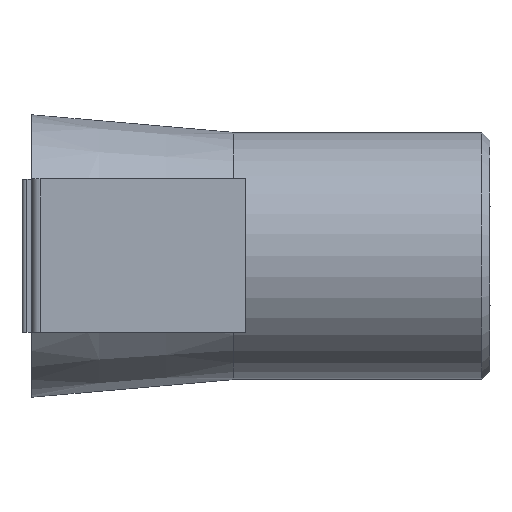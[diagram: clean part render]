
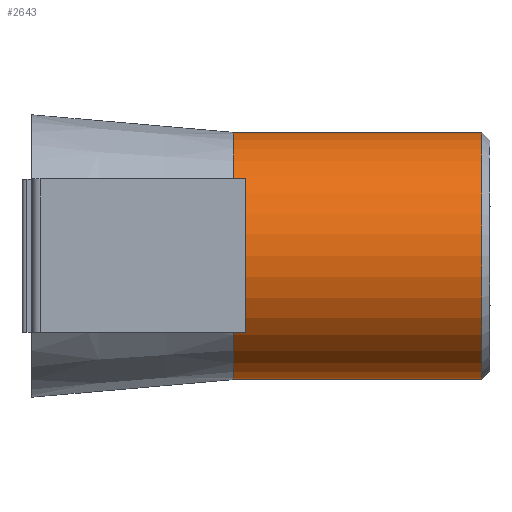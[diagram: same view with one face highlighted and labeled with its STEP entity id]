
A CAD part, top view. The second image highlights one B-rep face of the part: STEP entity #2643.
In plain terms, the highlighted cylindrical face has radius 7.5 mm (diameter 15 mm), a partial arc.
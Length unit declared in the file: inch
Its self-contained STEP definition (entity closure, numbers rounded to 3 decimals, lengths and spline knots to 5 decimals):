
#8 = CARTESIAN_POINT ( 'NONE',  ( 0.7565, 0., 0. ) ) ;
#56 = DIRECTION ( 'NONE',  ( 0., -1., 0. ) ) ;
#96 = CIRCLE ( 'NONE', #2020, 0.29528 ) ;
#324 = DIRECTION ( 'NONE',  ( 0., -1., 0. ) ) ;
#326 = EDGE_CURVE ( 'NONE', #2262, #1596, #2820, .T. ) ;
#433 = AXIS2_PLACEMENT_3D ( 'NONE', #8, #3255, #324 ) ;
#465 = ORIENTED_EDGE ( 'NONE', *, *, #1839, .F. ) ;
#492 = ORIENTED_EDGE ( 'NONE', *, *, #3843, .T. ) ;
#544 = DIRECTION ( 'NONE',  ( -1., 0., 0. ) ) ;
#1330 = AXIS2_PLACEMENT_3D ( 'NONE', #1866, #3329, #56 ) ;
#1345 = LINE ( 'NONE', #3125, #3420 ) ;
#1596 = VERTEX_POINT ( 'NONE', #4572 ) ;
#1839 = EDGE_CURVE ( 'NONE', #3130, #2316, #1345, .T. ) ;
#1866 = CARTESIAN_POINT ( 'NONE',  ( 1.04331, 0., 0. ) ) ;
#2020 = AXIS2_PLACEMENT_3D ( 'NONE', #2862, #4335, #4288 ) ;
#2262 = VERTEX_POINT ( 'NONE', #2600 ) ;
#2316 = VERTEX_POINT ( 'NONE', #2721 ) ;
#2338 = CARTESIAN_POINT ( 'NONE',  ( 1.04331, -0.29528, 0. ) ) ;
#2480 = DIRECTION ( 'NONE',  ( -1., 0., 0. ) ) ;
#2600 = CARTESIAN_POINT ( 'NONE',  ( 1.04331, 0.29528, 0. ) ) ;
#2643 = ADVANCED_FACE ( 'NONE', ( #3990 ), #4768, .T. ) ;
#2721 = CARTESIAN_POINT ( 'NONE',  ( 0.45, -0.29528, 0. ) ) ;
#2820 = LINE ( 'NONE', #4268, #3084 ) ;
#2862 = CARTESIAN_POINT ( 'NONE',  ( 0.45, 0., 0. ) ) ;
#3084 = VECTOR ( 'NONE', #2480, 39.37008 ) ;
#3125 = CARTESIAN_POINT ( 'NONE',  ( 0.7565, -0.29528, 0. ) ) ;
#3130 = VERTEX_POINT ( 'NONE', #2338 ) ;
#3255 = DIRECTION ( 'NONE',  ( -1., 0., 0. ) ) ;
#3270 = EDGE_CURVE ( 'NONE', #1596, #2316, #96, .T. ) ;
#3329 = DIRECTION ( 'NONE',  ( -1., 0., 0. ) ) ;
#3397 = CIRCLE ( 'NONE', #1330, 0.29528 ) ;
#3420 = VECTOR ( 'NONE', #544, 39.37008 ) ;
#3599 = ORIENTED_EDGE ( 'NONE', *, *, #3270, .T. ) ;
#3843 = EDGE_CURVE ( 'NONE', #3130, #2262, #3397, .T. ) ;
#3915 = EDGE_LOOP ( 'NONE', ( #492, #4628, #3599, #465 ) ) ;
#3990 = FACE_OUTER_BOUND ( 'NONE', #3915, .T. ) ;
#4268 = CARTESIAN_POINT ( 'NONE',  ( 0.7565, 0.29528, 0. ) ) ;
#4288 = DIRECTION ( 'NONE',  ( 0., -1., 0. ) ) ;
#4335 = DIRECTION ( 'NONE',  ( 1., 0., 0. ) ) ;
#4572 = CARTESIAN_POINT ( 'NONE',  ( 0.45, 0.29528, 0. ) ) ;
#4628 = ORIENTED_EDGE ( 'NONE', *, *, #326, .T. ) ;
#4768 = CYLINDRICAL_SURFACE ( 'NONE', #433, 0.29528 ) ;
